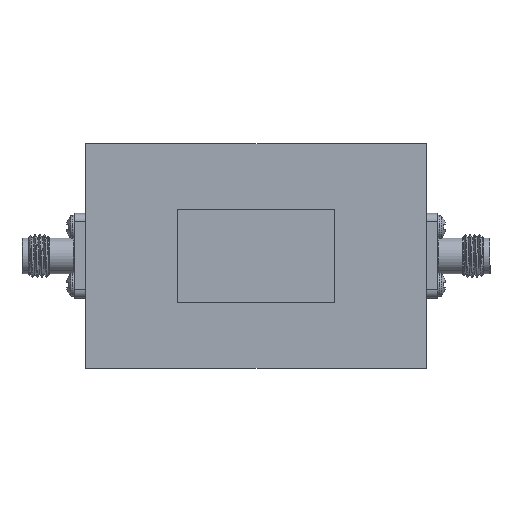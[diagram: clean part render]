
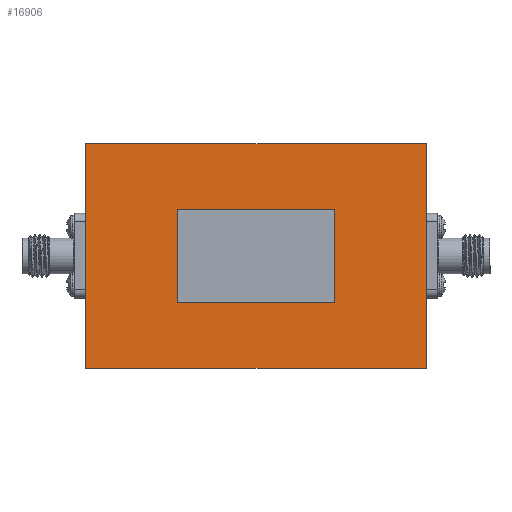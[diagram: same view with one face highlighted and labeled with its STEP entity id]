
A CAD part, top view. The second image highlights one B-rep face of the part: STEP entity #16906.
In plain terms, the highlighted planar face has unit normal (0, 0, 1).
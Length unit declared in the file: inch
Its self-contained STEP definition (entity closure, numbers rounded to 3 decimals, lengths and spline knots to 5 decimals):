
#181 = DIRECTION ( 'NONE',  ( 0., 1., 0. ) ) ;
#665 = VERTEX_POINT ( 'NONE', #7921 ) ;
#1112 = VERTEX_POINT ( 'NONE', #18744 ) ;
#1119 = VERTEX_POINT ( 'NONE', #20685 ) ;
#1268 = LINE ( 'NONE', #8611, #4263 ) ;
#1306 = CARTESIAN_POINT ( 'NONE',  ( -1., 0.66, 0.265 ) ) ;
#1332 = EDGE_CURVE ( 'NONE', #1112, #21040, #3377, .T. ) ;
#1706 = CARTESIAN_POINT ( 'NONE',  ( -0.46322, -0.27557, 0.265 ) ) ;
#1730 = DIRECTION ( 'NONE',  ( 0., -1., 0. ) ) ;
#1775 = LINE ( 'NONE', #9249, #10205 ) ;
#1783 = CARTESIAN_POINT ( 'NONE',  ( -1., 0.2, 0.265 ) ) ;
#2072 = DIRECTION ( 'NONE',  ( 0., -1., 0. ) ) ;
#2148 = CARTESIAN_POINT ( 'NONE',  ( 1., -0.25, 0.265 ) ) ;
#2386 = EDGE_LOOP ( 'NONE', ( #10529, #15887, #13008, #3270, #6844, #15223, #12082, #5061 ) ) ;
#2531 = EDGE_CURVE ( 'NONE', #5158, #17805, #24216, .T. ) ;
#2724 = CARTESIAN_POINT ( 'NONE',  ( -1., -0.66, 0.265 ) ) ;
#3252 = DIRECTION ( 'NONE',  ( 0., 1., 0. ) ) ;
#3270 = ORIENTED_EDGE ( 'NONE', *, *, #13023, .T. ) ;
#3377 = LINE ( 'NONE', #7039, #6589 ) ;
#3530 = CARTESIAN_POINT ( 'NONE',  ( 1., 0.2, 0.265 ) ) ;
#3718 = LINE ( 'NONE', #8966, #17086 ) ;
#3731 = ORIENTED_EDGE ( 'NONE', *, *, #13284, .F. ) ;
#3841 = LINE ( 'NONE', #12742, #7855 ) ;
#4263 = VECTOR ( 'NONE', #18420, 39.37008 ) ;
#4474 = LINE ( 'NONE', #8131, #13938 ) ;
#4846 = CARTESIAN_POINT ( 'NONE',  ( 1., -0.2, 0.265 ) ) ;
#5061 = ORIENTED_EDGE ( 'NONE', *, *, #6184, .T. ) ;
#5158 = VERTEX_POINT ( 'NONE', #12636 ) ;
#6184 = EDGE_CURVE ( 'NONE', #665, #7212, #10496, .T. ) ;
#6321 = LINE ( 'NONE', #13668, #17652 ) ;
#6589 = VECTOR ( 'NONE', #3252, 39.37008 ) ;
#6607 = VECTOR ( 'NONE', #2072, 39.37008 ) ;
#6655 = ORIENTED_EDGE ( 'NONE', *, *, #13840, .F. ) ;
#6844 = ORIENTED_EDGE ( 'NONE', *, *, #1332, .T. ) ;
#6879 = VECTOR ( 'NONE', #9632, 39.37008 ) ;
#6926 = DIRECTION ( 'NONE',  ( 0., -1., 0. ) ) ;
#7039 = CARTESIAN_POINT ( 'NONE',  ( 1., -0.66, 0.265 ) ) ;
#7212 = VERTEX_POINT ( 'NONE', #11151 ) ;
#7238 = PLANE ( 'NONE',  #21009 ) ;
#7329 = ORIENTED_EDGE ( 'NONE', *, *, #18585, .F. ) ;
#7855 = VECTOR ( 'NONE', #18766, 39.37008 ) ;
#7921 = CARTESIAN_POINT ( 'NONE',  ( 1., 0.66, 0.265 ) ) ;
#8131 = CARTESIAN_POINT ( 'NONE',  ( -0.46322, -0.27557, 0.265 ) ) ;
#8611 = CARTESIAN_POINT ( 'NONE',  ( -1., -0.66, 0.265 ) ) ;
#8966 = CARTESIAN_POINT ( 'NONE',  ( 0.46322, -0.27557, 0.265 ) ) ;
#9203 = FACE_OUTER_BOUND ( 'NONE', #2386, .T. ) ;
#9249 = CARTESIAN_POINT ( 'NONE',  ( 1., -0.66, 0.265 ) ) ;
#9333 = CARTESIAN_POINT ( 'NONE',  ( -1.065, -0.25, 0.265 ) ) ;
#9574 = VERTEX_POINT ( 'NONE', #10537 ) ;
#9632 = DIRECTION ( 'NONE',  ( 1., 0., 0. ) ) ;
#9863 = DIRECTION ( 'NONE',  ( 1., 0., 0. ) ) ;
#10166 = VERTEX_POINT ( 'NONE', #1783 ) ;
#10205 = VECTOR ( 'NONE', #181, 39.37008 ) ;
#10496 = LINE ( 'NONE', #1306, #12854 ) ;
#10529 = ORIENTED_EDGE ( 'NONE', *, *, #22449, .T. ) ;
#10537 = CARTESIAN_POINT ( 'NONE',  ( 0.46322, -0.27557, 0.265 ) ) ;
#11151 = CARTESIAN_POINT ( 'NONE',  ( -1., 0.66, 0.265 ) ) ;
#11236 = CARTESIAN_POINT ( 'NONE',  ( -0.46322, -0.27557, 0.265 ) ) ;
#11309 = VECTOR ( 'NONE', #15136, 39.37008 ) ;
#12082 = ORIENTED_EDGE ( 'NONE', *, *, #20044, .T. ) ;
#12149 = EDGE_LOOP ( 'NONE', ( #3731, #6655, #21548, #7329 ) ) ;
#12636 = CARTESIAN_POINT ( 'NONE',  ( -0.46322, 0.27557, 0.265 ) ) ;
#12724 = VERTEX_POINT ( 'NONE', #3530 ) ;
#12742 = CARTESIAN_POINT ( 'NONE',  ( -0.46322, 0.27557, 0.265 ) ) ;
#12854 = VECTOR ( 'NONE', #20289, 39.37008 ) ;
#13008 = ORIENTED_EDGE ( 'NONE', *, *, #16601, .T. ) ;
#13023 = EDGE_CURVE ( 'NONE', #22123, #1112, #21314, .T. ) ;
#13284 = EDGE_CURVE ( 'NONE', #9574, #1119, #3718, .T. ) ;
#13668 = CARTESIAN_POINT ( 'NONE',  ( -1., -0.25, 0.265 ) ) ;
#13840 = EDGE_CURVE ( 'NONE', #17805, #9574, #4474, .T. ) ;
#13938 = VECTOR ( 'NONE', #9863, 39.37008 ) ;
#14100 = CARTESIAN_POINT ( 'NONE',  ( -1., -0.2, 0.265 ) ) ;
#15136 = DIRECTION ( 'NONE',  ( 0., 1., 0. ) ) ;
#15223 = ORIENTED_EDGE ( 'NONE', *, *, #22636, .T. ) ;
#15577 = VERTEX_POINT ( 'NONE', #14100 ) ;
#15887 = ORIENTED_EDGE ( 'NONE', *, *, #19591, .T. ) ;
#16358 = CARTESIAN_POINT ( 'NONE',  ( -1., -0.66, 0.265 ) ) ;
#16601 = EDGE_CURVE ( 'NONE', #15577, #22123, #16610, .T. ) ;
#16610 = LINE ( 'NONE', #18195, #23715 ) ;
#16906 = ADVANCED_FACE ( 'NONE', ( #9203, #23991 ), #7238, .F. ) ;
#17086 = VECTOR ( 'NONE', #20587, 39.37008 ) ;
#17652 = VECTOR ( 'NONE', #21131, 39.37008 ) ;
#17805 = VERTEX_POINT ( 'NONE', #11236 ) ;
#18195 = CARTESIAN_POINT ( 'NONE',  ( -1., -0.66, 0.265 ) ) ;
#18420 = DIRECTION ( 'NONE',  ( 0., -1., 0. ) ) ;
#18507 = DIRECTION ( 'NONE',  ( 0., 0., -1. ) ) ;
#18585 = EDGE_CURVE ( 'NONE', #1119, #5158, #3841, .T. ) ;
#18744 = CARTESIAN_POINT ( 'NONE',  ( 1., -0.66, 0.265 ) ) ;
#18766 = DIRECTION ( 'NONE',  ( -1., 0., 0. ) ) ;
#18814 = LINE ( 'NONE', #2148, #11309 ) ;
#19591 = EDGE_CURVE ( 'NONE', #10166, #15577, #6321, .T. ) ;
#20044 = EDGE_CURVE ( 'NONE', #12724, #665, #1775, .T. ) ;
#20289 = DIRECTION ( 'NONE',  ( -1., 0., 0. ) ) ;
#20587 = DIRECTION ( 'NONE',  ( 0., 1., 0. ) ) ;
#20685 = CARTESIAN_POINT ( 'NONE',  ( 0.46322, 0.27557, 0.265 ) ) ;
#21009 = AXIS2_PLACEMENT_3D ( 'NONE', #9333, #18507, #1730 ) ;
#21040 = VERTEX_POINT ( 'NONE', #4846 ) ;
#21131 = DIRECTION ( 'NONE',  ( 0., -1., 0. ) ) ;
#21314 = LINE ( 'NONE', #2724, #6879 ) ;
#21548 = ORIENTED_EDGE ( 'NONE', *, *, #2531, .F. ) ;
#22123 = VERTEX_POINT ( 'NONE', #16358 ) ;
#22449 = EDGE_CURVE ( 'NONE', #7212, #10166, #1268, .T. ) ;
#22636 = EDGE_CURVE ( 'NONE', #21040, #12724, #18814, .T. ) ;
#23715 = VECTOR ( 'NONE', #6926, 39.37008 ) ;
#23991 = FACE_BOUND ( 'NONE', #12149, .T. ) ;
#24216 = LINE ( 'NONE', #1706, #6607 ) ;
